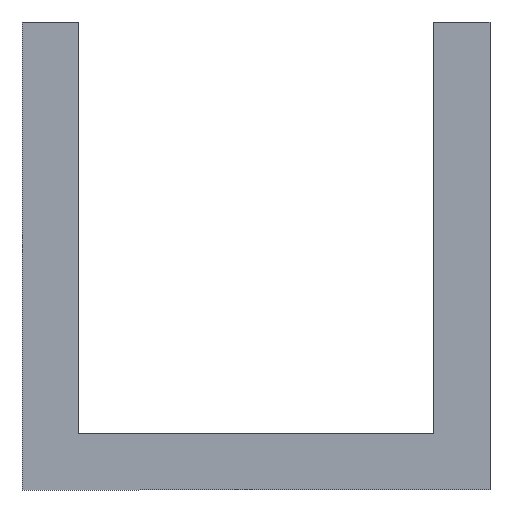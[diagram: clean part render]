
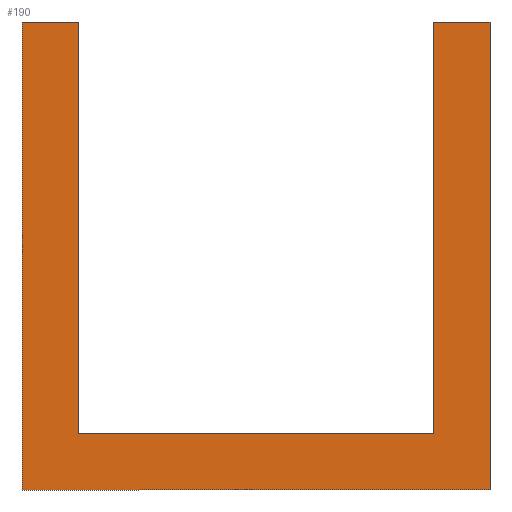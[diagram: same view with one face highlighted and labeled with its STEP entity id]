
A CAD part, front view. The second image highlights one B-rep face of the part: STEP entity #190.
In plain terms, the highlighted planar face has unit normal (0, -1, 0).
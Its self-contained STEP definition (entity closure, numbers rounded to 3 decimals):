
#24=FACE_OUTER_BOUND('',#34,.T.);
#34=EDGE_LOOP('',(#163,#164,#165,#166,#167,#168,#169,#170));
#35=LINE('',#265,#59);
#39=LINE('',#273,#63);
#42=LINE('',#279,#66);
#45=LINE('',#285,#69);
#48=LINE('',#291,#72);
#51=LINE('',#297,#75);
#54=LINE('',#303,#78);
#57=LINE('',#308,#81);
#59=VECTOR('',#219,10.);
#63=VECTOR('',#225,10.);
#66=VECTOR('',#230,10.);
#69=VECTOR('',#235,10.);
#72=VECTOR('',#240,10.);
#75=VECTOR('',#245,10.);
#78=VECTOR('',#250,10.);
#81=VECTOR('',#255,10.);
#83=VERTEX_POINT('',#263);
#84=VERTEX_POINT('',#264);
#87=VERTEX_POINT('',#272);
#89=VERTEX_POINT('',#278);
#91=VERTEX_POINT('',#284);
#93=VERTEX_POINT('',#290);
#95=VERTEX_POINT('',#296);
#97=VERTEX_POINT('',#302);
#99=EDGE_CURVE('',#83,#84,#35,.T.);
#103=EDGE_CURVE('',#84,#87,#39,.T.);
#106=EDGE_CURVE('',#87,#89,#42,.T.);
#109=EDGE_CURVE('',#91,#89,#45,.T.);
#112=EDGE_CURVE('',#93,#91,#48,.T.);
#115=EDGE_CURVE('',#95,#93,#51,.T.);
#118=EDGE_CURVE('',#97,#95,#54,.T.);
#121=EDGE_CURVE('',#83,#97,#57,.T.);
#163=ORIENTED_EDGE('',*,*,#121,.F.);
#164=ORIENTED_EDGE('',*,*,#99,.T.);
#165=ORIENTED_EDGE('',*,*,#103,.T.);
#166=ORIENTED_EDGE('',*,*,#106,.T.);
#167=ORIENTED_EDGE('',*,*,#109,.F.);
#168=ORIENTED_EDGE('',*,*,#112,.F.);
#169=ORIENTED_EDGE('',*,*,#115,.F.);
#170=ORIENTED_EDGE('',*,*,#118,.F.);
#180=PLANE('',#214);
#190=ADVANCED_FACE('',(#24),#180,.F.);
#214=AXIS2_PLACEMENT_3D('',#311,#259,#260);
#219=DIRECTION('',(0.,0.,-1.));
#225=DIRECTION('',(-1.,0.,0.));
#230=DIRECTION('',(0.,0.,1.));
#235=DIRECTION('',(1.,0.,0.));
#240=DIRECTION('',(0.,0.,1.));
#245=DIRECTION('',(-1.,0.,0.));
#250=DIRECTION('',(0.,0.,-1.));
#255=DIRECTION('',(1.,0.,0.));
#259=DIRECTION('center_axis',(0.,1.,0.));
#260=DIRECTION('ref_axis',(1.,0.,0.));
#263=CARTESIAN_POINT('',(4.4,0.,5.));
#264=CARTESIAN_POINT('',(4.4,0.,0.6));
#265=CARTESIAN_POINT('',(4.4,0.,5.));
#272=CARTESIAN_POINT('',(0.6,0.,0.6));
#273=CARTESIAN_POINT('',(4.4,0.,0.6));
#278=CARTESIAN_POINT('',(0.6,0.,5.));
#279=CARTESIAN_POINT('',(0.6,0.,0.6));
#284=CARTESIAN_POINT('',(0.,0.,5.));
#285=CARTESIAN_POINT('',(0.,0.,5.));
#290=CARTESIAN_POINT('',(0.,0.,0.));
#291=CARTESIAN_POINT('',(0.,0.,0.));
#296=CARTESIAN_POINT('',(5.,0.,0.));
#297=CARTESIAN_POINT('',(5.,0.,0.));
#302=CARTESIAN_POINT('',(5.,0.,5.));
#303=CARTESIAN_POINT('',(5.,0.,5.));
#308=CARTESIAN_POINT('',(0.,0.,5.));
#311=CARTESIAN_POINT('Origin',(2.5,0.,2.5));
